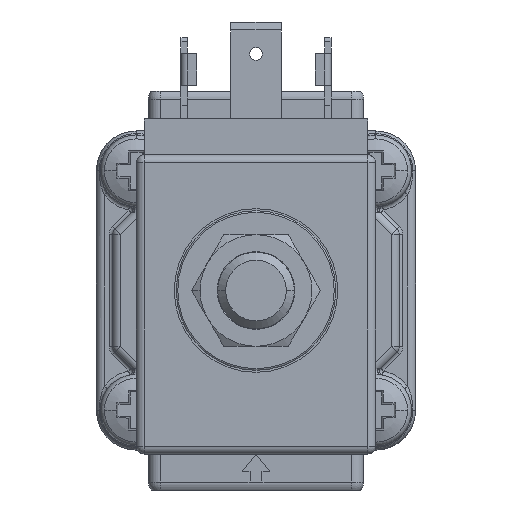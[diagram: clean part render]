
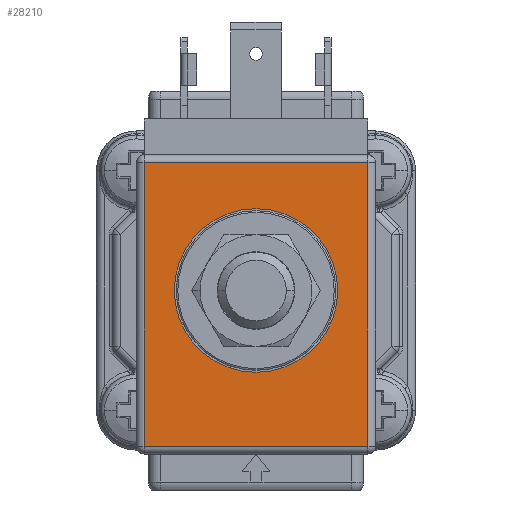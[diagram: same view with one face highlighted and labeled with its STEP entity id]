
A CAD part, left-side view. The second image highlights one B-rep face of the part: STEP entity #28210.
In plain terms, the highlighted face is planar.
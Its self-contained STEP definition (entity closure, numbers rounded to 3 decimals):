
#25594=CARTESIAN_POINT('',(0.,34.,0.));
#25595=DIRECTION('',(0.,1.,0.));
#25596=DIRECTION('',(1.,0.,0.));
#25597=AXIS2_PLACEMENT_3D('',#25594,#25595,#25596);
#25602=CARTESIAN_POINT('',(0.,34.,0.));
#25603=DIRECTION('',(0.,1.,0.));
#25604=DIRECTION('',(-1.,0.,0.));
#25605=AXIS2_PLACEMENT_3D('',#25602,#25603,#25604);
#25610=DIRECTION('',(0.,0.,-1.));
#25611=VECTOR('',#25610,28.);
#25612=CARTESIAN_POINT('',(19.5,34.,14.));
#25613=LINE('',#25612,#25611);
#25617=DIRECTION('',(-1.,0.,0.));
#25618=VECTOR('',#25617,35.5);
#25619=CARTESIAN_POINT('',(19.5,34.,14.));
#25620=LINE('',#25619,#25618);
#25624=DIRECTION('',(0.,0.,-1.));
#25625=VECTOR('',#25624,28.);
#25626=CARTESIAN_POINT('',(-16.,34.,14.));
#25627=LINE('',#25626,#25625);
#25631=DIRECTION('',(1.,0.,0.));
#25632=VECTOR('',#25631,35.5);
#25633=CARTESIAN_POINT('',(-16.,34.,-14.));
#25634=LINE('',#25633,#25632);
#27772=CARTESIAN_POINT('',(10.25,34.,0.));
#27773=CARTESIAN_POINT('',(-10.25,34.,0.));
#27774=VERTEX_POINT('',#27772);
#27775=VERTEX_POINT('',#27773);
#27832=CARTESIAN_POINT('',(19.5,34.,14.));
#27833=CARTESIAN_POINT('',(19.5,34.,-14.));
#27834=VERTEX_POINT('',#27832);
#27835=VERTEX_POINT('',#27833);
#27838=CARTESIAN_POINT('',(-16.,34.,14.));
#27839=VERTEX_POINT('',#27838);
#27844=CARTESIAN_POINT('',(-16.,34.,-14.));
#27845=VERTEX_POINT('',#27844);
#28191=CARTESIAN_POINT('',(20.5,34.,-15.));
#28192=DIRECTION('',(0.,1.,0.));
#28193=DIRECTION('',(-1.,0.,0.));
#28194=AXIS2_PLACEMENT_3D('',#28191,#28192,#28193);
#28195=PLANE('',#28194);
#28197=ORIENTED_EDGE('',*,*,#28196,.F.);
#28199=ORIENTED_EDGE('',*,*,#28198,.T.);
#28201=ORIENTED_EDGE('',*,*,#28200,.T.);
#28203=ORIENTED_EDGE('',*,*,#28202,.T.);
#28204=EDGE_LOOP('',(#28197,#28199,#28201,#28203));
#28205=FACE_OUTER_BOUND('',#28204,.F.);
#28206=ORIENTED_EDGE('',*,*,#28171,.T.);
#28207=ORIENTED_EDGE('',*,*,#28184,.T.);
#28208=EDGE_LOOP('',(#28206,#28207));
#28209=FACE_BOUND('',#28208,.F.);
#28210=ADVANCED_FACE('',(#28205,#28209),#28195,.T.);
#25598=CIRCLE('',#25597,10.25);
#25606=CIRCLE('',#25605,10.25);
#28171=EDGE_CURVE('',#27774,#27775,#25598,.T.);
#28184=EDGE_CURVE('',#27775,#27774,#25606,.T.);
#28196=EDGE_CURVE('',#27834,#27835,#25613,.T.);
#28198=EDGE_CURVE('',#27834,#27839,#25620,.T.);
#28200=EDGE_CURVE('',#27839,#27845,#25627,.T.);
#28202=EDGE_CURVE('',#27845,#27835,#25634,.T.);
